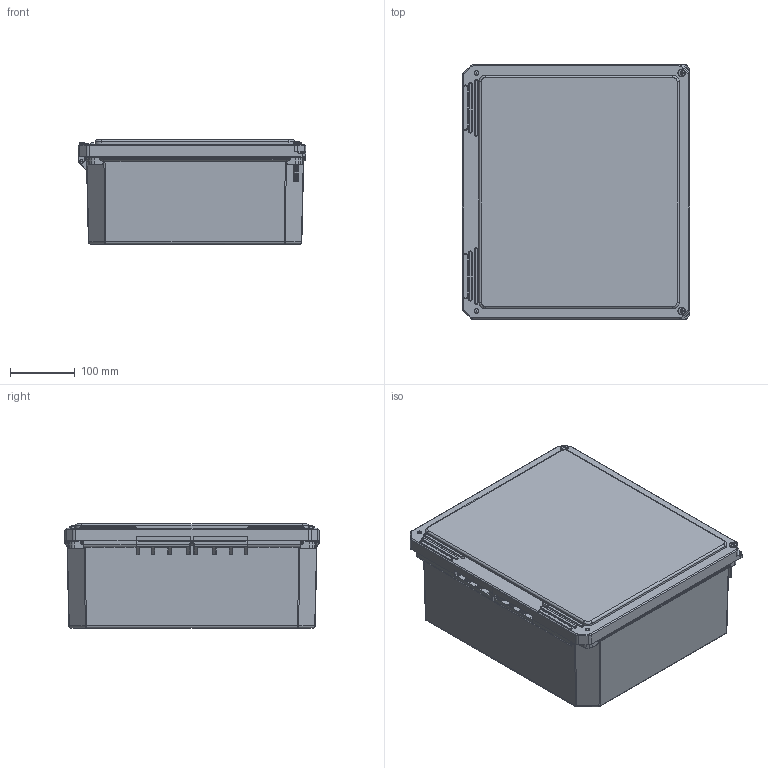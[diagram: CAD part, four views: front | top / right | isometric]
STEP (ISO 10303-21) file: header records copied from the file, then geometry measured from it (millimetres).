
FILE_DESCRIPTION(/* description */ (''),/* implementation_level */ '2;1');
FILE_NAME(/* name */ 'HW-141206CHSC.stp',/* time_stamp */ '2014-03-12T14:29:12-05:00',/* author */ ('pmescher'),/* organization */ (''),/* preprocessor_version */ 'ST-DEVELOPER v15.2',/* originating_system */ 'Autodesk Inventor 2014',/* authorisation */ '');
FILE_SCHEMA (('AUTOMOTIVE_DESIGN { 1 0 10303 214 3 1 1 }'));
Products named in the file (14): DS141206BOX; BRASS INSERT-(; BRASS INSERT-(_1; BRASS INSERT-(_2; RMHINGAT40006-04; DS141206CVR; GA141206; WP1412HWU; BRASS INSERT-(_3; COVER SCREW; O_RING_COVER; DS COVER  BUSH; 2016 Vanity Plug; DS141206HW_STP
Bounding box: 352.17 x 393.42 x 161.07 mm (x, y, z)
Volume: 1991392.1 mm3; surface area: 1043358.2 mm2
Topology: 29 solids, 29 shells, 2407 faces, 5953 edges, 3488 vertices
Faces by surface type: cylinder 926, plane 779, bspline 401, torus 161, cone 80, sphere 60
Full cylindrical faces by diameter (mm): 3.429 x2, 3.48 x4, 3.81 x2, 3.861 x8, 3.962 x16, 5.055 x2, 5.3 x2, 5.563 x2, 5.766 x2, 6.248 x16, 6.401 x4, 6.426 x4, 7.937 x1, 7.938 x1, 11.049 x2, 11.43 x2
Entity records: 82117 total; most frequent: CARTESIAN_POINT 32547, DIRECTION 10546, ORIENTED_EDGE 10178, EDGE_CURVE 5089, AXIS2_PLACEMENT_3D 4039, VERTEX_POINT 3068, LINE 2468, VECTOR 2468
